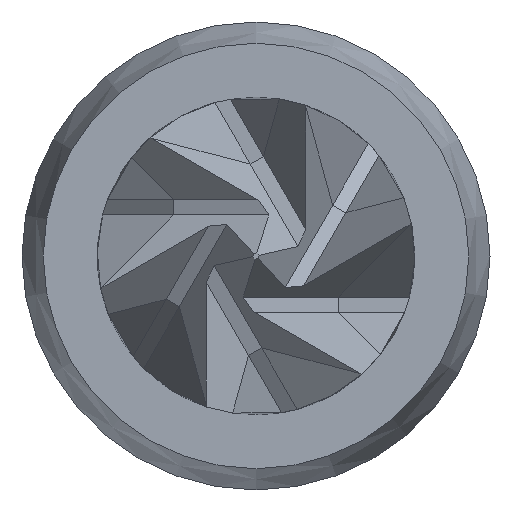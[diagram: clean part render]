
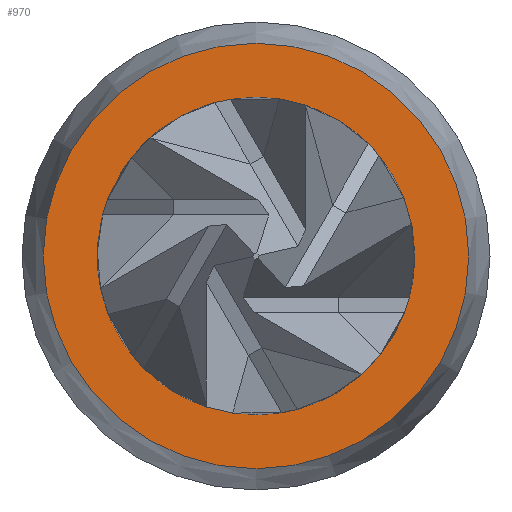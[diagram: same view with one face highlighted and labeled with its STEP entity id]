
A CAD part, left-side view. The second image highlights one B-rep face of the part: STEP entity #970.
In plain terms, the highlighted planar face has unit normal (-1, 0, 0).
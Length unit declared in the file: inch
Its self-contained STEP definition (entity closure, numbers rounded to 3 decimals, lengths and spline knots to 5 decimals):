
#239 = VERTEX_POINT ( 'NONE', #276 ) ;
#276 = CARTESIAN_POINT ( 'NONE',  ( 0., 0., 0.01045 ) ) ;
#396 = FACE_OUTER_BOUND ( 'NONE', #950, .T. ) ;
#428 = ORIENTED_EDGE ( 'NONE', *, *, #1350, .F. ) ;
#479 = DIRECTION ( 'NONE',  ( 0., 0., -1. ) ) ;
#549 = AXIS2_PLACEMENT_3D ( 'NONE', #1315, #1143, #807 ) ;
#569 = DIRECTION ( 'NONE',  ( 0., 0., 1. ) ) ;
#580 = FACE_BOUND ( 'NONE', #886, .T. ) ;
#667 = CARTESIAN_POINT ( 'NONE',  ( 0., 0., 0. ) ) ;
#669 = CARTESIAN_POINT ( 'NONE',  ( 0., 0., -0.014 ) ) ;
#807 = DIRECTION ( 'NONE',  ( 0., 0., 1. ) ) ;
#886 = EDGE_LOOP ( 'NONE', ( #428 ) ) ;
#950 = EDGE_LOOP ( 'NONE', ( #1561 ) ) ;
#970 = ADVANCED_FACE ( 'NONE', ( #580, #396 ), #2227, .T. ) ;
#1143 = DIRECTION ( 'NONE',  ( -1., 0., 0. ) ) ;
#1209 = CIRCLE ( 'NONE', #1488, 0.01045 ) ;
#1298 = EDGE_CURVE ( 'NONE', #2115, #2115, #1944, .T. ) ;
#1315 = CARTESIAN_POINT ( 'NONE',  ( 0., 0.014, 0. ) ) ;
#1350 = EDGE_CURVE ( 'NONE', #239, #239, #1209, .T. ) ;
#1406 = DIRECTION ( 'NONE',  ( 1., 0., 0. ) ) ;
#1488 = AXIS2_PLACEMENT_3D ( 'NONE', #2218, #2174, #569 ) ;
#1561 = ORIENTED_EDGE ( 'NONE', *, *, #1298, .F. ) ;
#1944 = CIRCLE ( 'NONE', #2283, 0.014 ) ;
#2115 = VERTEX_POINT ( 'NONE', #669 ) ;
#2174 = DIRECTION ( 'NONE',  ( -1., 0., 0. ) ) ;
#2218 = CARTESIAN_POINT ( 'NONE',  ( 0., 0., 0. ) ) ;
#2227 = PLANE ( 'NONE',  #549 ) ;
#2283 = AXIS2_PLACEMENT_3D ( 'NONE', #667, #1406, #479 ) ;
